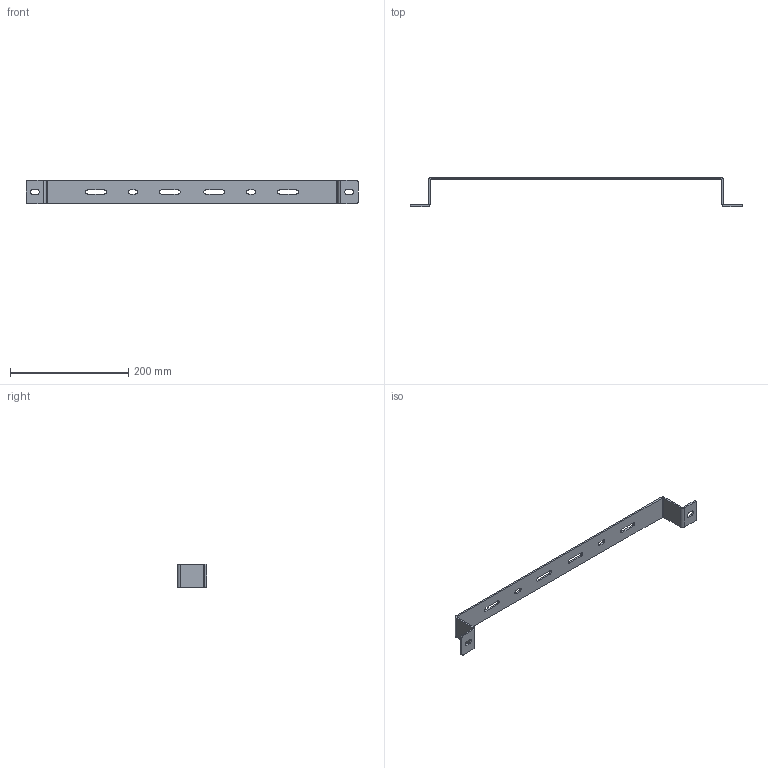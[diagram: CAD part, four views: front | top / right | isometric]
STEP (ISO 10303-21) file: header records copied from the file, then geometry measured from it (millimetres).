
FILE_DESCRIPTION((''),'2;1');
FILE_NAME('6015552','2013-01-26T',('AndreasKeweloh'),(''),'PRO/ENGINEER BY PARAMETRIC TECHNOLOGY CORPORATION, 2012360','PRO/ENGINEER BY PARAMETRIC TECHNOLOGY CORPORATION, 2012360','');
FILE_SCHEMA(('CONFIG_CONTROL_DESIGN'));
Length unit declared in the file: millimetre
Products named in the file (1): 6015552
Bounding box: 562 x 50 x 40 mm (x, y, z)
Volume: 73889.3 mm3; surface area: 54789.5 mm2
Topology: 1 solids, 1 shells, 74 faces, 216 edges, 144 vertices
Faces by surface type: cylinder 44, plane 30
Entity records: 2558 total; most frequent: DIRECTION 452, CARTESIAN_POINT 434, ORIENTED_EDGE 432, EDGE_CURVE 216, AXIS2_PLACEMENT_3D 162, VERTEX_POINT 144, VECTOR 128, LINE 128
